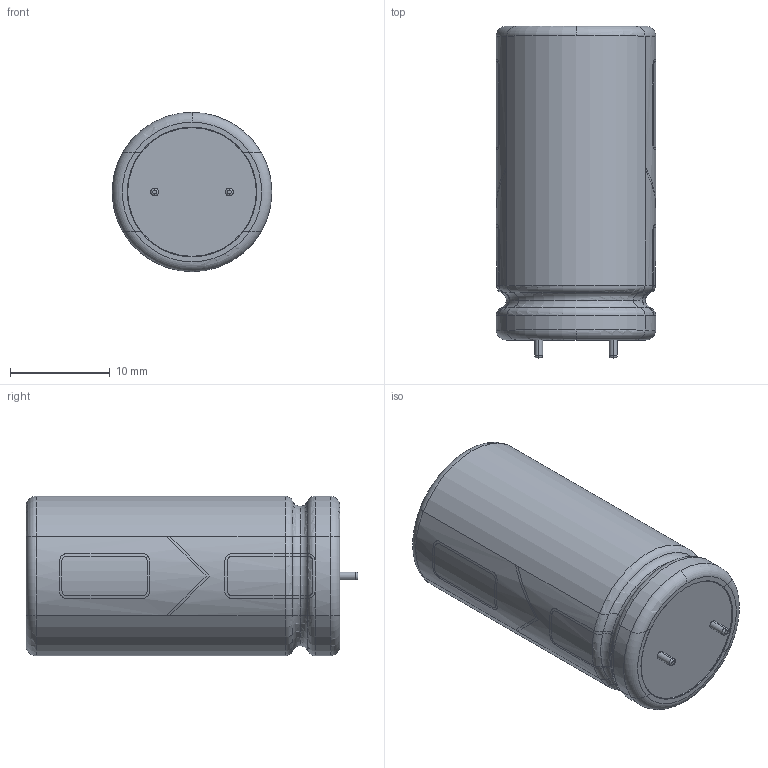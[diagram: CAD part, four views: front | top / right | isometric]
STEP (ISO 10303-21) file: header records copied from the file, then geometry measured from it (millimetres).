
FILE_DESCRIPTION (( 'STEP AP214' ), '1' );
FILE_NAME ('EC 16x31.5 P7.5 D0.8.STEP', '2019-11-06T23:15:21', ( '' ), ( '' ), 'SwSTEP 2.0', 'SolidWorks 2019', '' );
FILE_SCHEMA (( 'AUTOMOTIVE_DESIGN' ));
Length unit declared in the file: millimetre
Products named in the file (1): EC 16x31.5 P7.5 D0.8
Bounding box: 16 x 33.3 x 16 mm (x, y, z)
Volume: 6220.6 mm3; surface area: 1986.3 mm2
Topology: 1 solids, 1 shells, 140 faces, 349 edges, 217 vertices
Faces by surface type: torus 69, cylinder 51, plane 16, cone 4
Entity records: 6248 total; most frequent: CARTESIAN_POINT 1545, ORIENTED_EDGE 698, DIRECTION 677, EDGE_CURVE 349, AXIS2_PLACEMENT_3D 299, VERTEX_POINT 217, CIRCLE 158, EDGE_LOOP 146
